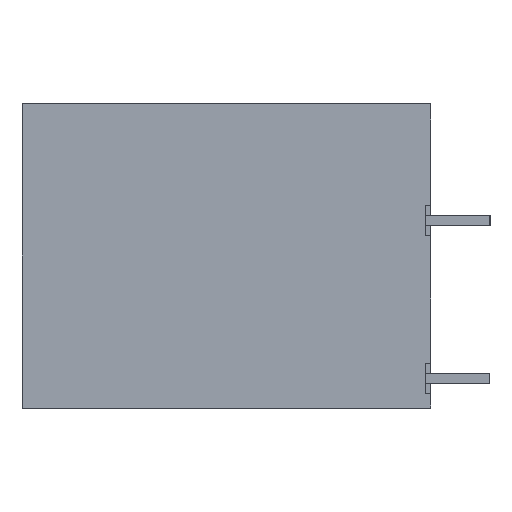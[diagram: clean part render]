
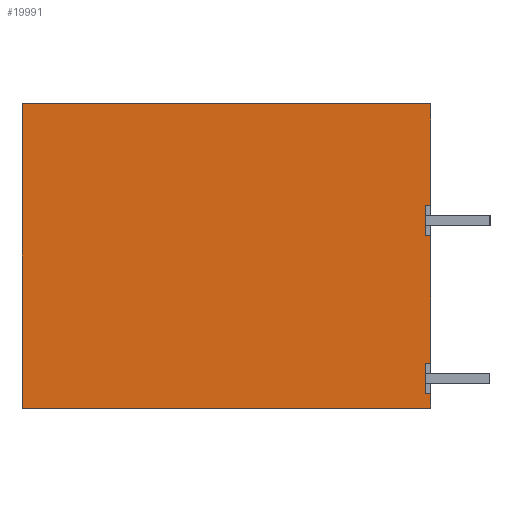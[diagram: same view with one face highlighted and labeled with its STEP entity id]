
A CAD part, left-side view. The second image highlights one B-rep face of the part: STEP entity #19991.
In plain terms, the highlighted planar face has unit normal (-1, 0, 0).
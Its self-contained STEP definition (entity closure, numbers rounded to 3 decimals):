
#19963=AXIS2_PLACEMENT_3D('Plane Axis2P3D',#19960,#19961,#19962) ;
#188=CARTESIAN_POINT('Vertex',(0.,3.8,0.85)) ;
#232=CARTESIAN_POINT('Vertex',(0.,3.8,2.65)) ;
#235=CARTESIAN_POINT('Line Origine',(0.,3.8,1.75)) ;
#904=CARTESIAN_POINT('Vertex',(0.,3.8,10.2)) ;
#925=CARTESIAN_POINT('Vertex',(0.,3.8,12.)) ;
#928=CARTESIAN_POINT('Line Origine',(0.,3.8,11.1)) ;
#8769=CARTESIAN_POINT('Vertex',(0.,3.5,10.2)) ;
#8772=CARTESIAN_POINT('Line Origine',(0.,3.5,6.425)) ;
#8776=CARTESIAN_POINT('Vertex',(0.,3.5,2.65)) ;
#8797=CARTESIAN_POINT('Line Origine',(0.,3.65,10.2)) ;
#8815=CARTESIAN_POINT('Line Origine',(0.,3.65,2.65)) ;
#8871=CARTESIAN_POINT('Vertex',(0.,3.5,0.85)) ;
#8881=CARTESIAN_POINT('Line Origine',(0.,3.65,0.85)) ;
#8894=CARTESIAN_POINT('Line Origine',(0.,3.5,0.425)) ;
#8898=CARTESIAN_POINT('Vertex',(0.,3.5,0.)) ;
#8926=CARTESIAN_POINT('Line Origine',(0.,15.6,0.)) ;
#8930=CARTESIAN_POINT('Vertex',(0.,27.7,0.)) ;
#9069=CARTESIAN_POINT('Vertex',(0.,3.5,12.)) ;
#9072=CARTESIAN_POINT('Line Origine',(0.,3.65,12.)) ;
#19917=CARTESIAN_POINT('Line Origine',(0.,3.5,15.)) ;
#19921=CARTESIAN_POINT('Vertex',(0.,3.5,18.)) ;
#19960=CARTESIAN_POINT('Axis2P3D Location',(0.,0.,0.)) ;
#19965=CARTESIAN_POINT('Line Origine',(0.,15.6,18.)) ;
#19969=CARTESIAN_POINT('Vertex',(0.,27.7,18.)) ;
#19972=CARTESIAN_POINT('Line Origine',(0.,27.7,9.)) ;
#236=DIRECTION('Vector Direction',(0.,0.,-1.)) ;
#929=DIRECTION('Vector Direction',(0.,0.,-1.)) ;
#8773=DIRECTION('Vector Direction',(0.,0.,-1.)) ;
#8798=DIRECTION('Vector Direction',(0.,1.,0.)) ;
#8816=DIRECTION('Vector Direction',(0.,1.,0.)) ;
#8882=DIRECTION('Vector Direction',(0.,1.,0.)) ;
#8895=DIRECTION('Vector Direction',(0.,0.,-1.)) ;
#8927=DIRECTION('Vector Direction',(0.,1.,0.)) ;
#9073=DIRECTION('Vector Direction',(0.,1.,0.)) ;
#19918=DIRECTION('Vector Direction',(0.,0.,-1.)) ;
#19961=DIRECTION('Axis2P3D Direction',(-1.,0.,0.)) ;
#19962=DIRECTION('Axis2P3D XDirection',(0.,0.,1.)) ;
#19966=DIRECTION('Vector Direction',(0.,-1.,0.)) ;
#19973=DIRECTION('Vector Direction',(0.,0.,1.)) ;
#237=VECTOR('Line Direction',#236,1.) ;
#930=VECTOR('Line Direction',#929,1.) ;
#8774=VECTOR('Line Direction',#8773,1.) ;
#8799=VECTOR('Line Direction',#8798,1.) ;
#8817=VECTOR('Line Direction',#8816,1.) ;
#8883=VECTOR('Line Direction',#8882,1.) ;
#8896=VECTOR('Line Direction',#8895,1.) ;
#8928=VECTOR('Line Direction',#8927,1.) ;
#9074=VECTOR('Line Direction',#9073,1.) ;
#19919=VECTOR('Line Direction',#19918,1.) ;
#19967=VECTOR('Line Direction',#19966,1.) ;
#19974=VECTOR('Line Direction',#19973,1.) ;
#19978=ORIENTED_EDGE('',*,*,#932,.F.) ;
#19979=ORIENTED_EDGE('',*,*,#9076,.F.) ;
#19980=ORIENTED_EDGE('',*,*,#19923,.T.) ;
#19981=ORIENTED_EDGE('',*,*,#19971,.T.) ;
#19982=ORIENTED_EDGE('',*,*,#19976,.T.) ;
#19983=ORIENTED_EDGE('',*,*,#8932,.T.) ;
#19984=ORIENTED_EDGE('',*,*,#8900,.T.) ;
#19985=ORIENTED_EDGE('',*,*,#8885,.T.) ;
#19986=ORIENTED_EDGE('',*,*,#239,.F.) ;
#19987=ORIENTED_EDGE('',*,*,#8819,.F.) ;
#19988=ORIENTED_EDGE('',*,*,#8778,.T.) ;
#19989=ORIENTED_EDGE('',*,*,#8801,.T.) ;
#19991=ADVANCED_FACE('HOUSING',(#19990),#19964,.T.) ;
#239=EDGE_CURVE('',#233,#189,#238,.T.) ;
#932=EDGE_CURVE('',#926,#905,#931,.T.) ;
#8778=EDGE_CURVE('',#8777,#8770,#8775,.F.) ;
#8801=EDGE_CURVE('',#8770,#905,#8800,.T.) ;
#8819=EDGE_CURVE('',#8777,#233,#8818,.T.) ;
#8885=EDGE_CURVE('',#8872,#189,#8884,.T.) ;
#8900=EDGE_CURVE('',#8899,#8872,#8897,.F.) ;
#8932=EDGE_CURVE('',#8931,#8899,#8929,.F.) ;
#9076=EDGE_CURVE('',#9070,#926,#9075,.T.) ;
#19923=EDGE_CURVE('',#9070,#19922,#19920,.F.) ;
#19971=EDGE_CURVE('',#19922,#19970,#19968,.F.) ;
#19976=EDGE_CURVE('',#19970,#8931,#19975,.F.) ;
#19977=EDGE_LOOP('',(#19978,#19979,#19980,#19981,#19982,#19983,#19984,#19985,#19986,#19987,#19988,#19989)) ;
#19990=FACE_OUTER_BOUND('',#19977,.T.) ;
#238=LINE('Line',#235,#237) ;
#931=LINE('Line',#928,#930) ;
#8775=LINE('Line',#8772,#8774) ;
#8800=LINE('Line',#8797,#8799) ;
#8818=LINE('Line',#8815,#8817) ;
#8884=LINE('Line',#8881,#8883) ;
#8897=LINE('Line',#8894,#8896) ;
#8929=LINE('Line',#8926,#8928) ;
#9075=LINE('Line',#9072,#9074) ;
#19920=LINE('Line',#19917,#19919) ;
#19968=LINE('Line',#19965,#19967) ;
#19975=LINE('Line',#19972,#19974) ;
#19964=PLANE('',#19963) ;
#189=VERTEX_POINT('',#188) ;
#233=VERTEX_POINT('',#232) ;
#905=VERTEX_POINT('',#904) ;
#926=VERTEX_POINT('',#925) ;
#8770=VERTEX_POINT('',#8769) ;
#8777=VERTEX_POINT('',#8776) ;
#8872=VERTEX_POINT('',#8871) ;
#8899=VERTEX_POINT('',#8898) ;
#8931=VERTEX_POINT('',#8930) ;
#9070=VERTEX_POINT('',#9069) ;
#19922=VERTEX_POINT('',#19921) ;
#19970=VERTEX_POINT('',#19969) ;
